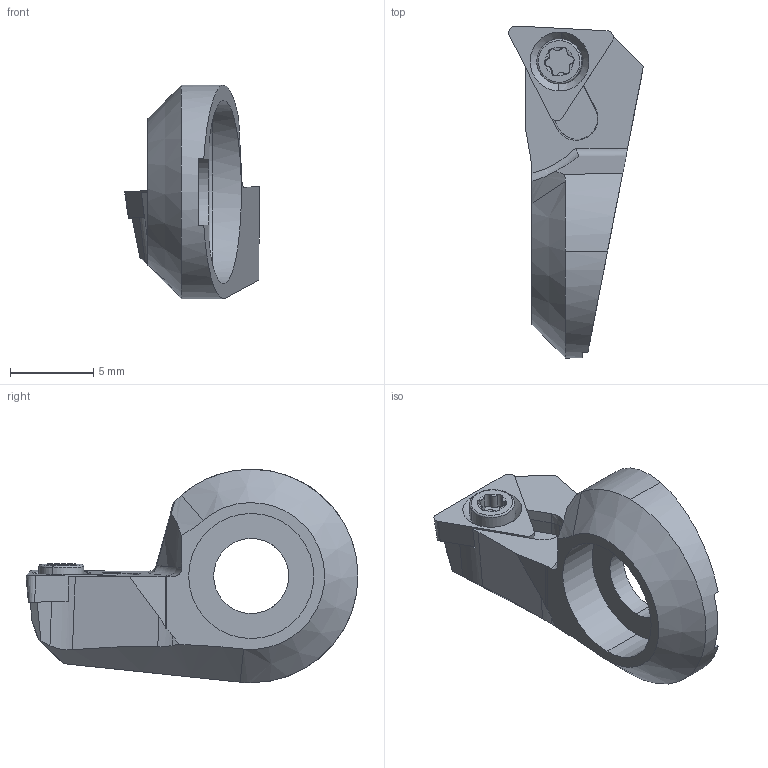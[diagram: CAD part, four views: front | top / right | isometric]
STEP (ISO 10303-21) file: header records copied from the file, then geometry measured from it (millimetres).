
FILE_DESCRIPTION (( 'STEP AP203' ), '1' );
FILE_NAME ('C16.011.024.T06.STEP', '2024-08-30T10:26:12', ( '' ), ( '' ), 'SwSTEP 2.0', 'SolidWorks 2022', '' );
FILE_SCHEMA (( 'CONFIG_CONTROL_DESIGN' ));
Length unit declared in the file: millimetre
Products named in the file (4): TBGH060104; C16.011.024.T06; WWA-ER2.001.004_A; F20-WTG.001.005_C_fertigbearbeitet
Assembly tree (3 placements, depth 2):
  C16.011.024.T06
    F20-WTG.001.005_C_fertigbearbeitet
    TBGH060104
    WWA-ER2.001.004_A
Bounding box: 8.07 x 19.9 x 12.8 mm (x, y, z)
Volume: 529.9 mm3; surface area: 766 mm2
Topology: 3 solids, 3 shells, 109 faces, 285 edges, 182 vertices
Faces by surface type: cylinder 41, plane 34, cone 24, torus 10
Entity records: 3844 total; most frequent: CARTESIAN_POINT 801, ORIENTED_EDGE 570, DIRECTION 556, EDGE_CURVE 285, AXIS2_PLACEMENT_3D 217, VERTEX_POINT 182, LINE 122, VECTOR 122
